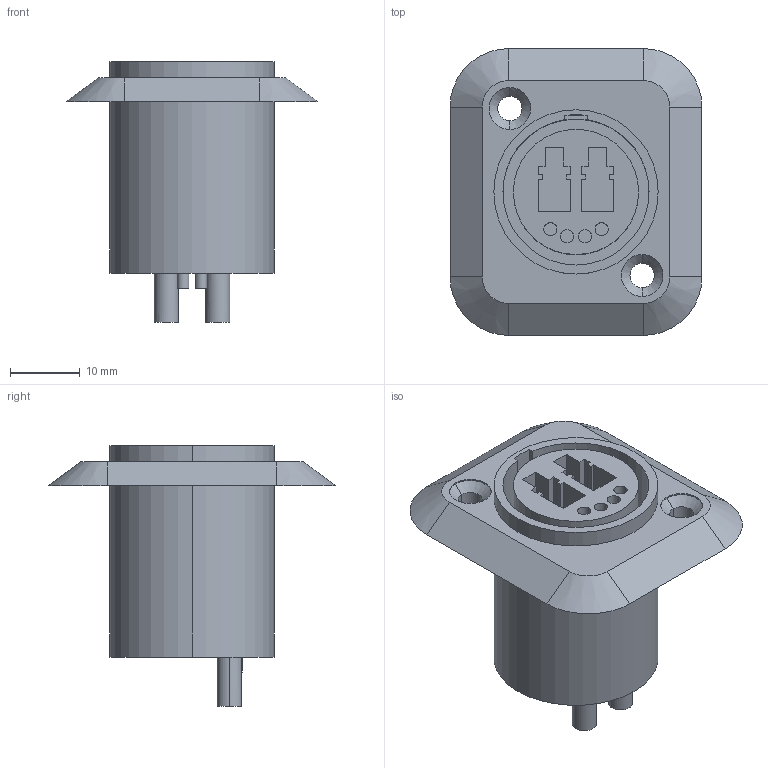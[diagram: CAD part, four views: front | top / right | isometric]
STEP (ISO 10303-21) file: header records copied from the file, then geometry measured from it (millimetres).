
FILE_DESCRIPTION((''),'2;1');
FILE_NAME('D-NO2-4FDW-A','2012-07-05T',('kma'),(''),'PRO/ENGINEER BY PARAMETRIC TECHNOLOGY CORPORATION, 2011310','PRO/ENGINEER BY PARAMETRIC TECHNOLOGY CORPORATION, 2011310','');
FILE_SCHEMA(('AUTOMOTIVE_DESIGN_CC2 { 1 2 10303 214 -1 1 5 2 }'));
Length unit declared in the file: millimetre
Products named in the file (1): D-NO2-4FDW-A
Bounding box: 36.2 x 41.2 x 37.5 mm (x, y, z)
Volume: 12096.5 mm3; surface area: 9451.4 mm2
Topology: 1 solids, 1 shells, 128 faces, 328 edges, 216 vertices
Faces by surface type: plane 89, cylinder 31, cone 8
Entity records: 4095 total; most frequent: CARTESIAN_POINT 672, DIRECTION 660, ORIENTED_EDGE 656, EDGE_CURVE 328, VECTOR 252, LINE 252, VERTEX_POINT 216, COLOUR_RGB 209
